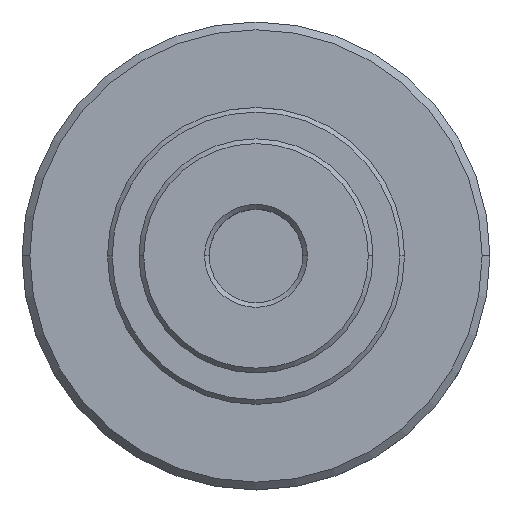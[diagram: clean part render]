
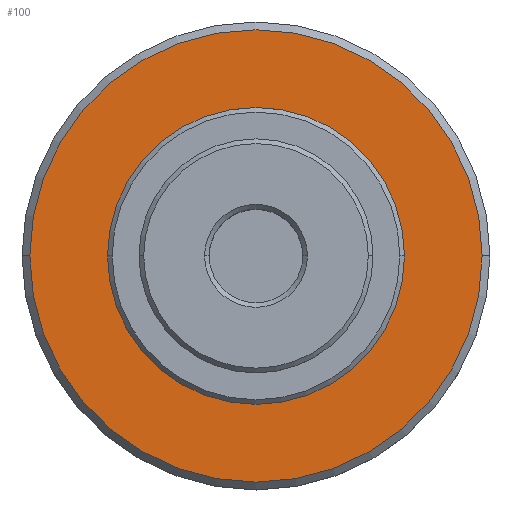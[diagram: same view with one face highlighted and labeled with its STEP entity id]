
A CAD part, top view. The second image highlights one B-rep face of the part: STEP entity #100.
In plain terms, the highlighted planar face has unit normal (0, 0, 1).
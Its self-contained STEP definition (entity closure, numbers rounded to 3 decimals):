
#9 = VERTEX_POINT ( 'NONE', #1789 ) ;
#29 = CARTESIAN_POINT ( 'NONE',  ( 14.674, -14.674, 12.75 ) ) ;
#60 = CIRCLE ( 'NONE', #265, 9.52 ) ;
#100 = ADVANCED_FACE ( 'NONE', ( #2176, #884 ), #1372, .F. ) ;
#177 = VERTEX_POINT ( 'NONE', #1642 ) ;
#180 = CARTESIAN_POINT ( 'NONE',  ( 0., 0., 12.75 ) ) ;
#197 = EDGE_CURVE ( 'NONE', #9, #1185, #657, .T. ) ;
#265 = AXIS2_PLACEMENT_3D ( 'NONE', #798, #1976, #965 ) ;
#312 = VERTEX_POINT ( 'NONE', #993 ) ;
#482 = DIRECTION ( 'NONE',  ( 0., 0., 1. ) ) ;
#517 = CARTESIAN_POINT ( 'NONE',  ( 0., 0., 12.75 ) ) ;
#626 = DIRECTION ( 'NONE',  ( 0., 0., 1. ) ) ;
#657 = CIRCLE ( 'NONE', #1717, 9.52 ) ;
#711 = DIRECTION ( 'NONE',  ( -1., 0., 0. ) ) ;
#731 = DIRECTION ( 'NONE',  ( -1., 0., 0. ) ) ;
#746 = DIRECTION ( 'NONE',  ( -1., 0., 0. ) ) ;
#798 = CARTESIAN_POINT ( 'NONE',  ( 0., 0., 12.75 ) ) ;
#884 = FACE_OUTER_BOUND ( 'NONE', #1469, .T. ) ;
#929 = AXIS2_PLACEMENT_3D ( 'NONE', #29, #1759, #746 ) ;
#965 = DIRECTION ( 'NONE',  ( -1., 0., 0. ) ) ;
#993 = CARTESIAN_POINT ( 'NONE',  ( -14.5, 0., 12.75 ) ) ;
#1068 = CIRCLE ( 'NONE', #2168, 14.5 ) ;
#1093 = AXIS2_PLACEMENT_3D ( 'NONE', #517, #1725, #711 ) ;
#1150 = CIRCLE ( 'NONE', #1093, 14.5 ) ;
#1185 = VERTEX_POINT ( 'NONE', #1615 ) ;
#1187 = EDGE_CURVE ( 'NONE', #1185, #9, #60, .T. ) ;
#1218 = ORIENTED_EDGE ( 'NONE', *, *, #197, .F. ) ;
#1232 = ORIENTED_EDGE ( 'NONE', *, *, #1187, .F. ) ;
#1372 = PLANE ( 'NONE',  #929 ) ;
#1469 = EDGE_LOOP ( 'NONE', ( #2028, #2029 ) ) ;
#1523 = CARTESIAN_POINT ( 'NONE',  ( 0., 0., 12.75 ) ) ;
#1615 = CARTESIAN_POINT ( 'NONE',  ( 9.52, 0., 12.75 ) ) ;
#1642 = CARTESIAN_POINT ( 'NONE',  ( 14.5, 0., 12.75 ) ) ;
#1691 = DIRECTION ( 'NONE',  ( -1., 0., 0. ) ) ;
#1717 = AXIS2_PLACEMENT_3D ( 'NONE', #180, #626, #731 ) ;
#1725 = DIRECTION ( 'NONE',  ( 0., 0., 1. ) ) ;
#1746 = EDGE_CURVE ( 'NONE', #312, #177, #1150, .T. ) ;
#1759 = DIRECTION ( 'NONE',  ( 0., 0., -1. ) ) ;
#1789 = CARTESIAN_POINT ( 'NONE',  ( -9.52, 0., 12.75 ) ) ;
#1951 = EDGE_LOOP ( 'NONE', ( #1218, #1232 ) ) ;
#1976 = DIRECTION ( 'NONE',  ( 0., 0., 1. ) ) ;
#2028 = ORIENTED_EDGE ( 'NONE', *, *, #1746, .T. ) ;
#2029 = ORIENTED_EDGE ( 'NONE', *, *, #2142, .T. ) ;
#2142 = EDGE_CURVE ( 'NONE', #177, #312, #1068, .T. ) ;
#2168 = AXIS2_PLACEMENT_3D ( 'NONE', #1523, #482, #1691 ) ;
#2176 = FACE_BOUND ( 'NONE', #1951, .T. ) ;
